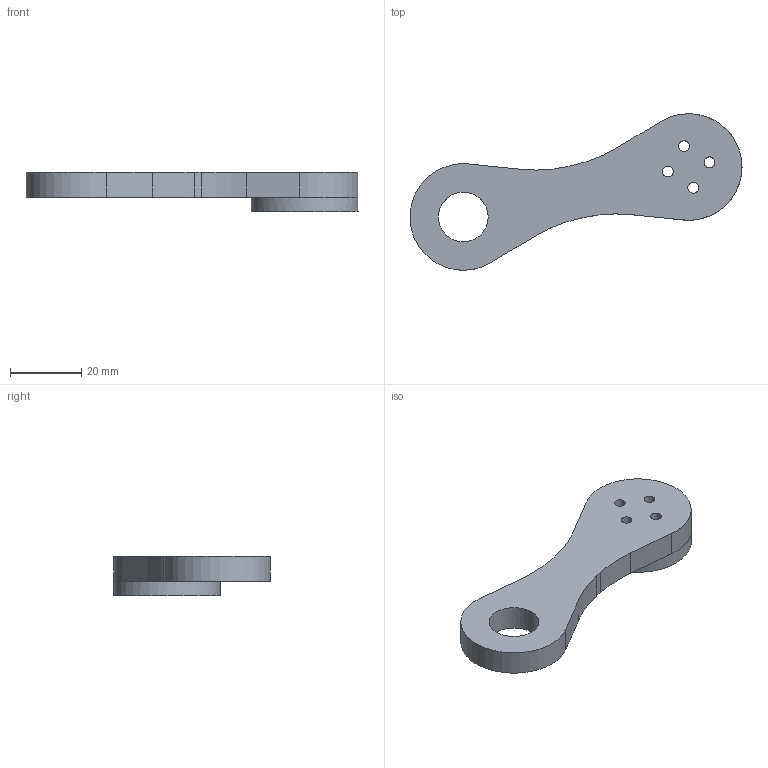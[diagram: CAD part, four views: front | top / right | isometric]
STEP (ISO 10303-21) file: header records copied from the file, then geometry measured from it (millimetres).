
FILE_DESCRIPTION(('FreeCAD Model'),'2;1');
FILE_NAME( 'r1_leg_upper.step', '2018-11-07T20:05:14',('Author'),(''), 'Open CASCADE STEP processor 7.3','FreeCAD','Unknown');
FILE_SCHEMA(('AUTOMOTIVE_DESIGN { 1 0 10303 214 1 1 1 1 }'));
Length unit declared in the file: millimetre
Products named in the file (1): Mounting_Holes
Bounding box: 93.44 x 44.08 x 11 mm (x, y, z)
Volume: 15001.4 mm3; surface area: 6641.2 mm2
Topology: 1 solids, 1 shells, 23 faces, 58 edges, 38 vertices
Faces by surface type: cylinder 13, plane 10
Full cylindrical faces by diameter (mm): 3.05 x4, 14 x1, 20 x1, 30 x1
Entity records: 1507 total; most frequent: CARTESIAN_POINT 254, DIRECTION 246, LINE 121, VECTOR 121, ORIENTED_EDGE 116, PCURVE 116, DEFINITIONAL_REPRESENTATION 116, EDGE_CURVE 58
